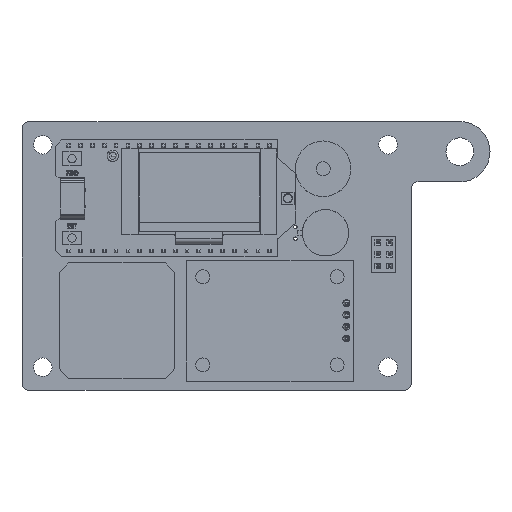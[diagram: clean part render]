
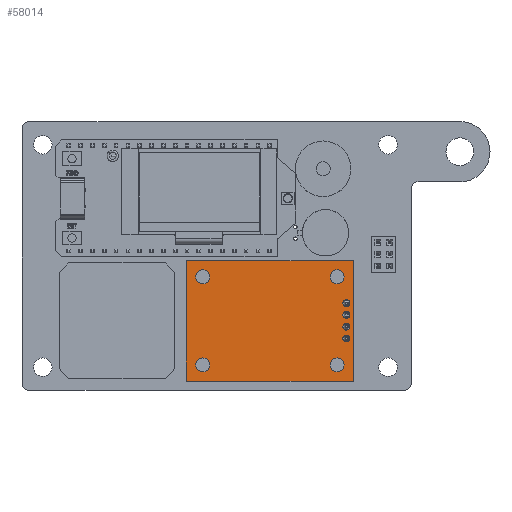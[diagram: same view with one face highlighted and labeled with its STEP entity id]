
A CAD part, top view. The second image highlights one B-rep face of the part: STEP entity #58014.
In plain terms, the highlighted planar face has unit normal (0, 0, 1).
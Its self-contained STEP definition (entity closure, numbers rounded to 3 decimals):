
#57787 = VERTEX_POINT('',#57788);
#57788 = CARTESIAN_POINT('',(-18.,13.,1.5));
#57794 = EDGE_CURVE('',#57787,#57795,#57797,.T.);
#57795 = VERTEX_POINT('',#57796);
#57796 = CARTESIAN_POINT('',(-18.,-13.,1.5));
#57797 = LINE('',#57798,#57799);
#57798 = CARTESIAN_POINT('',(-18.,13.,1.5));
#57799 = VECTOR('',#57800,1.);
#57800 = DIRECTION('',(0.,-1.,0.));
#57818 = VERTEX_POINT('',#57819);
#57819 = CARTESIAN_POINT('',(18.,13.,1.5));
#57825 = EDGE_CURVE('',#57818,#57787,#57826,.T.);
#57826 = LINE('',#57827,#57828);
#57827 = CARTESIAN_POINT('',(18.,13.,1.5));
#57828 = VECTOR('',#57829,1.);
#57829 = DIRECTION('',(-1.,0.,0.));
#57842 = EDGE_CURVE('',#57795,#57843,#57845,.T.);
#57843 = VERTEX_POINT('',#57844);
#57844 = CARTESIAN_POINT('',(18.,-13.,1.5));
#57845 = LINE('',#57846,#57847);
#57846 = CARTESIAN_POINT('',(-18.,-13.,1.5));
#57847 = VECTOR('',#57848,1.);
#57848 = DIRECTION('',(1.,0.,0.));
#57866 = EDGE_CURVE('',#57843,#57818,#57867,.T.);
#57867 = LINE('',#57868,#57869);
#57868 = CARTESIAN_POINT('',(18.,-13.,1.5));
#57869 = VECTOR('',#57870,1.);
#57870 = DIRECTION('',(0.,1.,0.));
#57884 = VERTEX_POINT('',#57885);
#57885 = CARTESIAN_POINT('',(-13.,-9.5,1.5));
#57891 = EDGE_CURVE('',#57884,#57884,#57892,.T.);
#57892 = CIRCLE('',#57893,1.5);
#57893 = AXIS2_PLACEMENT_3D('',#57894,#57895,#57896);
#57894 = CARTESIAN_POINT('',(-14.5,-9.5,1.5));
#57895 = DIRECTION('',(0.,0.,1.));
#57896 = DIRECTION('',(1.,0.,-0.));
#57909 = VERTEX_POINT('',#57910);
#57910 = CARTESIAN_POINT('',(16.,-9.5,1.5));
#57916 = EDGE_CURVE('',#57909,#57909,#57917,.T.);
#57917 = CIRCLE('',#57918,1.5);
#57918 = AXIS2_PLACEMENT_3D('',#57919,#57920,#57921);
#57919 = CARTESIAN_POINT('',(14.5,-9.5,1.5));
#57920 = DIRECTION('',(0.,0.,1.));
#57921 = DIRECTION('',(1.,0.,-0.));
#57934 = VERTEX_POINT('',#57935);
#57935 = CARTESIAN_POINT('',(-13.,9.5,1.5));
#57941 = EDGE_CURVE('',#57934,#57934,#57942,.T.);
#57942 = CIRCLE('',#57943,1.5);
#57943 = AXIS2_PLACEMENT_3D('',#57944,#57945,#57946);
#57944 = CARTESIAN_POINT('',(-14.5,9.5,1.5));
#57945 = DIRECTION('',(0.,0.,1.));
#57946 = DIRECTION('',(1.,0.,-0.));
#57959 = VERTEX_POINT('',#57960);
#57960 = CARTESIAN_POINT('',(16.,9.5,1.5));
#57966 = EDGE_CURVE('',#57959,#57959,#57967,.T.);
#57967 = CIRCLE('',#57968,1.5);
#57968 = AXIS2_PLACEMENT_3D('',#57969,#57970,#57971);
#57969 = CARTESIAN_POINT('',(14.5,9.5,1.5));
#57970 = DIRECTION('',(0.,0.,1.));
#57971 = DIRECTION('',(1.,0.,-0.));
#58014 = ADVANCED_FACE('',(#58015,#58021,#58024,#58027,#58030,#58033,
    #58044,#58055,#58066),#58077,.T.);
#58015 = FACE_BOUND('',#58016,.T.);
#58016 = EDGE_LOOP('',(#58017,#58018,#58019,#58020));
#58017 = ORIENTED_EDGE('',*,*,#57794,.T.);
#58018 = ORIENTED_EDGE('',*,*,#57842,.T.);
#58019 = ORIENTED_EDGE('',*,*,#57866,.T.);
#58020 = ORIENTED_EDGE('',*,*,#57825,.T.);
#58021 = FACE_BOUND('',#58022,.F.);
#58022 = EDGE_LOOP('',(#58023));
#58023 = ORIENTED_EDGE('',*,*,#57891,.T.);
#58024 = FACE_BOUND('',#58025,.F.);
#58025 = EDGE_LOOP('',(#58026));
#58026 = ORIENTED_EDGE('',*,*,#57916,.T.);
#58027 = FACE_BOUND('',#58028,.F.);
#58028 = EDGE_LOOP('',(#58029));
#58029 = ORIENTED_EDGE('',*,*,#57966,.T.);
#58030 = FACE_BOUND('',#58031,.F.);
#58031 = EDGE_LOOP('',(#58032));
#58032 = ORIENTED_EDGE('',*,*,#57941,.T.);
#58033 = FACE_BOUND('',#58034,.F.);
#58034 = EDGE_LOOP('',(#58035));
#58035 = ORIENTED_EDGE('',*,*,#58036,.T.);
#58036 = EDGE_CURVE('',#58037,#58037,#58039,.T.);
#58037 = VERTEX_POINT('',#58038);
#58038 = CARTESIAN_POINT('',(-15.75,-3.81,1.5));
#58039 = CIRCLE('',#58040,0.75);
#58040 = AXIS2_PLACEMENT_3D('',#58041,#58042,#58043);
#58041 = CARTESIAN_POINT('',(-16.5,-3.81,1.5));
#58042 = DIRECTION('',(0.,0.,1.));
#58043 = DIRECTION('',(1.,0.,-0.));
#58044 = FACE_BOUND('',#58045,.F.);
#58045 = EDGE_LOOP('',(#58046));
#58046 = ORIENTED_EDGE('',*,*,#58047,.T.);
#58047 = EDGE_CURVE('',#58048,#58048,#58050,.T.);
#58048 = VERTEX_POINT('',#58049);
#58049 = CARTESIAN_POINT('',(-15.75,3.81,1.5));
#58050 = CIRCLE('',#58051,0.75);
#58051 = AXIS2_PLACEMENT_3D('',#58052,#58053,#58054);
#58052 = CARTESIAN_POINT('',(-16.5,3.81,1.5));
#58053 = DIRECTION('',(0.,0.,1.));
#58054 = DIRECTION('',(1.,0.,-0.));
#58055 = FACE_BOUND('',#58056,.F.);
#58056 = EDGE_LOOP('',(#58057));
#58057 = ORIENTED_EDGE('',*,*,#58058,.T.);
#58058 = EDGE_CURVE('',#58059,#58059,#58061,.T.);
#58059 = VERTEX_POINT('',#58060);
#58060 = CARTESIAN_POINT('',(-15.75,-1.27,1.5));
#58061 = CIRCLE('',#58062,0.75);
#58062 = AXIS2_PLACEMENT_3D('',#58063,#58064,#58065);
#58063 = CARTESIAN_POINT('',(-16.5,-1.27,1.5));
#58064 = DIRECTION('',(0.,0.,1.));
#58065 = DIRECTION('',(1.,0.,-0.));
#58066 = FACE_BOUND('',#58067,.F.);
#58067 = EDGE_LOOP('',(#58068));
#58068 = ORIENTED_EDGE('',*,*,#58069,.T.);
#58069 = EDGE_CURVE('',#58070,#58070,#58072,.T.);
#58070 = VERTEX_POINT('',#58071);
#58071 = CARTESIAN_POINT('',(-15.75,1.27,1.5));
#58072 = CIRCLE('',#58073,0.75);
#58073 = AXIS2_PLACEMENT_3D('',#58074,#58075,#58076);
#58074 = CARTESIAN_POINT('',(-16.5,1.27,1.5));
#58075 = DIRECTION('',(0.,0.,1.));
#58076 = DIRECTION('',(1.,0.,-0.));
#58077 = PLANE('',#58078);
#58078 = AXIS2_PLACEMENT_3D('',#58079,#58080,#58081);
#58079 = CARTESIAN_POINT('',(-1.506,0.,1.5));
#58080 = DIRECTION('',(0.,0.,1.));
#58081 = DIRECTION('',(1.,0.,-0.));
